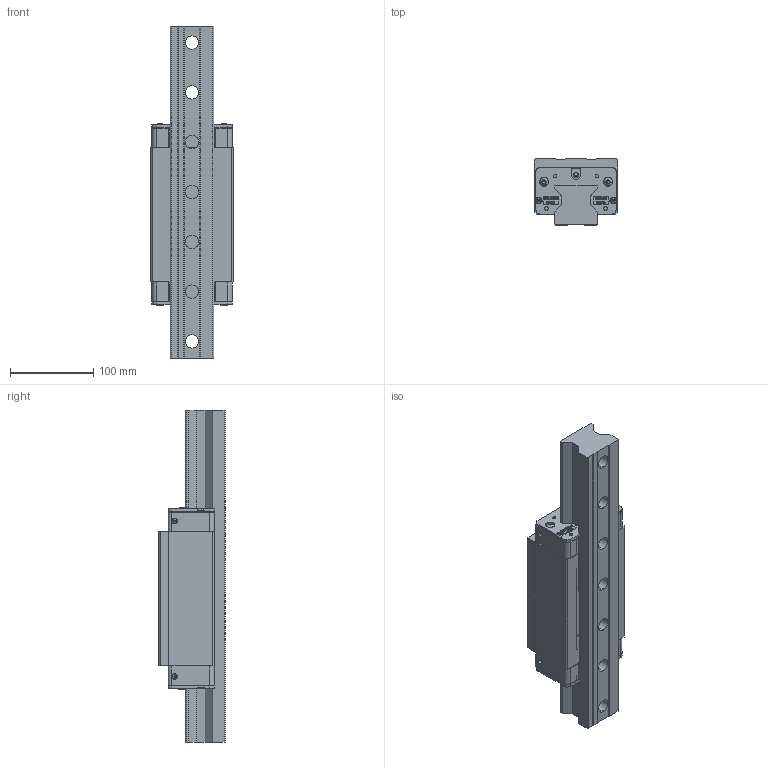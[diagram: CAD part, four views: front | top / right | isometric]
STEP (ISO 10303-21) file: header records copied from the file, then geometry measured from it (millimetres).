
FILE_DESCRIPTION (( 'STEP AP214' ), '1' );
FILE_NAME ('SBR55SLL - 嫦歎辨.STEP', '2023-10-31T02:03:21', ( 'Windows 餌辨濠' ), ( '' ), 'SwSTEP 2.0', 'SolidWorks 2013', '' );
FILE_SCHEMA (( 'AUTOMOTIVE_DESIGN' ));
Length unit declared in the file: millimetre
Products named in the file (10): SBR55 窍何玖 L NBR; SRBOLT-M6x30L_SS400^SBR55SLL - 嫦歎辨; SRBOLT-M4x30L_SS400^SBR55SLL - 嫦歎辨; SBR55 END SEAL ; SBR55SLL - 嫦歎辨; SBR-55-EP-CO-M0300-R00 (END PLATE); SBR55 溯橾; SBR55 SLL BLOCK; SBR55 BOTTOM SEAL NORMAL; SBR55 窍何玖 L 橇饭胶
Assembly tree (18 placements, depth 3):
  SBR55SLL - 嫦歎辨
    SBR55 溯橾
    SBR-55-EP-CO-M0300-R00 (END PLATE)  x2
    SBR55 END SEAL   x2
    SRBOLT-M4x30L_SS400^SBR55SLL - 嫦歎辨  x4
    SRBOLT-M6x30L_SS400^SBR55SLL - 嫦歎辨  x4
    SBR55 BOTTOM SEAL NORMAL  x2
      SBR55 窍何玖 L NBR
      SBR55 窍何玖 L 橇饭胶
    SBR55 SLL BLOCK
Bounding box: 100 x 79.75 x 400 mm (x, y, z)
Volume: 1776882.7 mm3; surface area: 278377.9 mm2
Topology: 18 solids, 54 shells, 2729 faces, 6904 edges, 4504 vertices
Faces by surface type: plane 1734, bspline 516, cylinder 327, cone 96, torus 40, sphere 16
Entity records: 54739 total; most frequent: CARTESIAN_POINT 22283, ORIENTED_EDGE 6958, DIRECTION 5677, EDGE_CURVE 3479, LINE 2511, VECTOR 2511, VERTEX_POINT 2291, AXIS2_PLACEMENT_3D 1583
